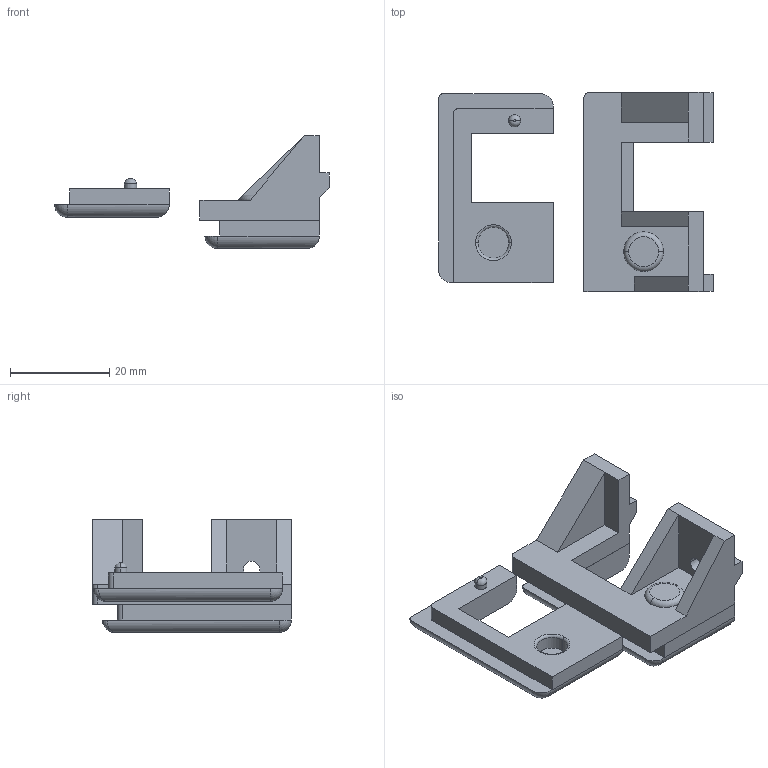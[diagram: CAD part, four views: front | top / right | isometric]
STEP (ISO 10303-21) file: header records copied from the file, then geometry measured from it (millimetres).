
FILE_DESCRIPTION (( 'STEP AP203' ), '1' );
FILE_NAME ('Z Belt Cover A Assembly.STEP', '2025-07-21T01:16:07', ( '' ), ( '' ), 'SwSTEP 2.0', 'SolidWorks 2025', '' );
FILE_SCHEMA (( 'CONFIG_CONTROL_DESIGN' ));
Length unit declared in the file: millimetre
Products named in the file (4): Z Belt Cover A Assembly; Z Belt Cover A Bottom; Z Belt Cover A Top Standard; Z Belt Cover A Top MC
Assembly tree (3 placements, depth 2):
  Z Belt Cover A Assembly
    Z Belt Cover A Bottom
    Z Belt Cover A Top Standard
    Z Belt Cover A Top MC
Bounding box: 55.21 x 40 x 22.7 mm (x, y, z)
Volume: 10930.1 mm3; surface area: 7788.3 mm2
Topology: 4 solids, 4 shells, 137 faces, 331 edges, 207 vertices
Faces by surface type: plane 88, cylinder 29, torus 12, sphere 6, bspline 2
Entity records: 4373 total; most frequent: CARTESIAN_POINT 769, DIRECTION 681, ORIENTED_EDGE 642, EDGE_CURVE 321, VECTOR 231, LINE 231, AXIS2_PLACEMENT_3D 225, VERTEX_POINT 205
